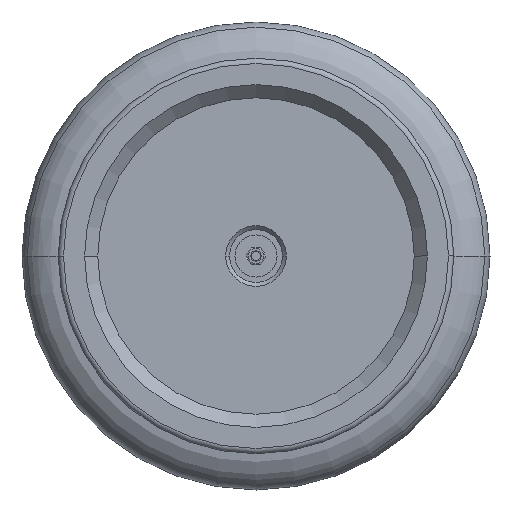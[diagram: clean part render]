
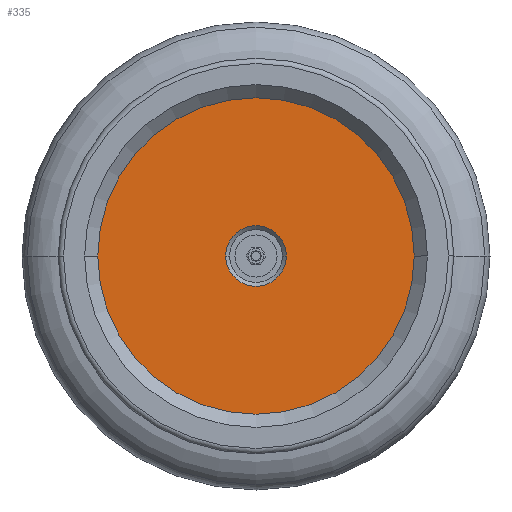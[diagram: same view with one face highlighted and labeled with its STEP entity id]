
A CAD part, front view. The second image highlights one B-rep face of the part: STEP entity #335.
In plain terms, the highlighted planar face has unit normal (0, -1, 0).
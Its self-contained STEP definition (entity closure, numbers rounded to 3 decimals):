
#30=CARTESIAN_POINT('',(0.,10.,0.));
#31=DIRECTION('',(0.,1.,0.));
#32=DIRECTION('',(1.,0.,0.));
#33=AXIS2_PLACEMENT_3D('',#30,#31,#32);
#35=CARTESIAN_POINT('',(0.,10.,0.));
#36=DIRECTION('',(0.,-1.,0.));
#37=DIRECTION('',(1.,0.,0.));
#38=AXIS2_PLACEMENT_3D('',#35,#36,#37);
#40=CARTESIAN_POINT('',(0.,10.,0.));
#41=DIRECTION('',(0.,1.,0.));
#42=DIRECTION('',(1.,0.,0.));
#43=AXIS2_PLACEMENT_3D('',#40,#41,#42);
#45=CARTESIAN_POINT('',(0.,10.,0.));
#46=DIRECTION('',(0.,1.,0.));
#47=DIRECTION('',(-1.,0.,0.));
#48=AXIS2_PLACEMENT_3D('',#45,#46,#47);
#230=CARTESIAN_POINT('',(120.,10.,0.));
#231=VERTEX_POINT('',#230);
#232=CARTESIAN_POINT('',(-120.,10.,0.));
#233=VERTEX_POINT('',#232);
#258=CARTESIAN_POINT('',(23.,10.,0.));
#259=CARTESIAN_POINT('',(-23.,10.,0.));
#260=VERTEX_POINT('',#258);
#261=VERTEX_POINT('',#259);
#320=CARTESIAN_POINT('',(0.,10.,0.));
#321=DIRECTION('',(0.,1.,0.));
#322=DIRECTION('',(1.,0.,0.));
#323=AXIS2_PLACEMENT_3D('',#320,#321,#322);
#324=PLANE('',#323);
#325=ORIENTED_EDGE('',*,*,#300,.T.);
#326=ORIENTED_EDGE('',*,*,#314,.F.);
#327=EDGE_LOOP('',(#325,#326));
#328=FACE_OUTER_BOUND('',#327,.F.);
#330=ORIENTED_EDGE('',*,*,#329,.F.);
#332=ORIENTED_EDGE('',*,*,#331,.F.);
#333=EDGE_LOOP('',(#330,#332));
#334=FACE_BOUND('',#333,.F.);
#34=CIRCLE('',#33,120.);
#39=CIRCLE('',#38,120.);
#44=CIRCLE('',#43,23.);
#49=CIRCLE('',#48,23.);
#300=EDGE_CURVE('',#231,#233,#34,.T.);
#314=EDGE_CURVE('',#231,#233,#39,.T.);
#329=EDGE_CURVE('',#260,#261,#44,.T.);
#331=EDGE_CURVE('',#261,#260,#49,.T.);
#335=ADVANCED_FACE('',(#328,#334),#324,.F.);
